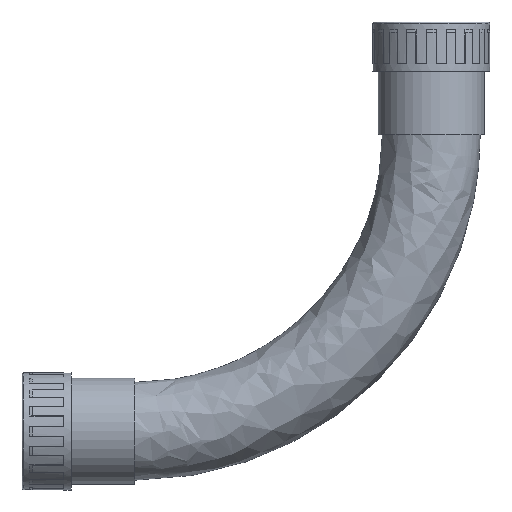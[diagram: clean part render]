
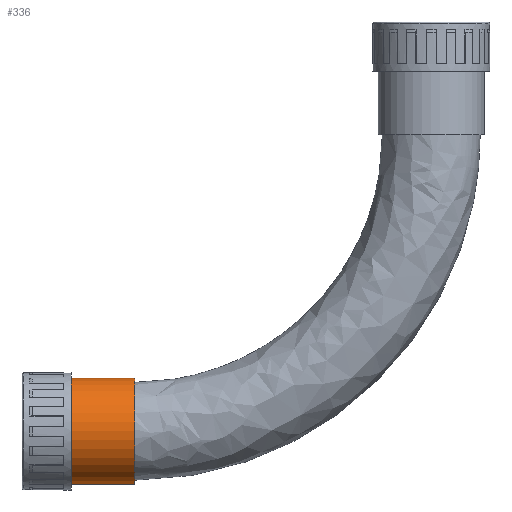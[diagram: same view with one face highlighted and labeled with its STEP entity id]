
A CAD part, front view. The second image highlights one B-rep face of the part: STEP entity #336.
In plain terms, the highlighted cylindrical face has radius 26.85 mm (diameter 53.7 mm), a full revolution.
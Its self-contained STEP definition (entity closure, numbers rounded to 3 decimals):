
#5 = CARTESIAN_POINT ( 'NONE',  ( 0., 0., -176.85 ) ) ;
#336 = ADVANCED_FACE ( 'NONE', ( #1946, #5272 ), #1659, .T. ) ;
#339 = DIRECTION ( 'NONE',  ( 0., 0., -1. ) ) ;
#526 = CARTESIAN_POINT ( 'NONE',  ( -32., 0., -150. ) ) ;
#988 = DIRECTION ( 'NONE',  ( 0., 0., 1. ) ) ;
#1382 = VERTEX_POINT ( 'NONE', #1830 ) ;
#1440 = DIRECTION ( 'NONE',  ( 1., 0., 0. ) ) ;
#1461 = CARTESIAN_POINT ( 'NONE',  ( -52., 0., -150. ) ) ;
#1464 = CIRCLE ( 'NONE', #3365, 26.85 ) ;
#1659 = CYLINDRICAL_SURFACE ( 'NONE', #3133, 26.85 ) ;
#1830 = CARTESIAN_POINT ( 'NONE',  ( -32., 0., -123.15 ) ) ;
#1946 = FACE_OUTER_BOUND ( 'NONE', #3171, .T. ) ;
#2009 = ORIENTED_EDGE ( 'NONE', *, *, #5414, .T. ) ;
#2422 = DIRECTION ( 'NONE',  ( 1., 0., 0. ) ) ;
#2838 = EDGE_LOOP ( 'NONE', ( #2009 ) ) ;
#2859 = VERTEX_POINT ( 'NONE', #5 ) ;
#3133 = AXIS2_PLACEMENT_3D ( 'NONE', #1461, #1440, #339 ) ;
#3171 = EDGE_LOOP ( 'NONE', ( #5375 ) ) ;
#3365 = AXIS2_PLACEMENT_3D ( 'NONE', #5146, #2422, #5599 ) ;
#3667 = DIRECTION ( 'NONE',  ( 1., 0., 0. ) ) ;
#3682 = EDGE_CURVE ( 'NONE', #2859, #2859, #1464, .T. ) ;
#4057 = CIRCLE ( 'NONE', #5731, 26.85 ) ;
#5146 = CARTESIAN_POINT ( 'NONE',  ( 0., 0., -150. ) ) ;
#5272 = FACE_OUTER_BOUND ( 'NONE', #2838, .T. ) ;
#5375 = ORIENTED_EDGE ( 'NONE', *, *, #3682, .F. ) ;
#5414 = EDGE_CURVE ( 'NONE', #1382, #1382, #4057, .T. ) ;
#5599 = DIRECTION ( 'NONE',  ( 0., 0., -1. ) ) ;
#5731 = AXIS2_PLACEMENT_3D ( 'NONE', #526, #3667, #988 ) ;
